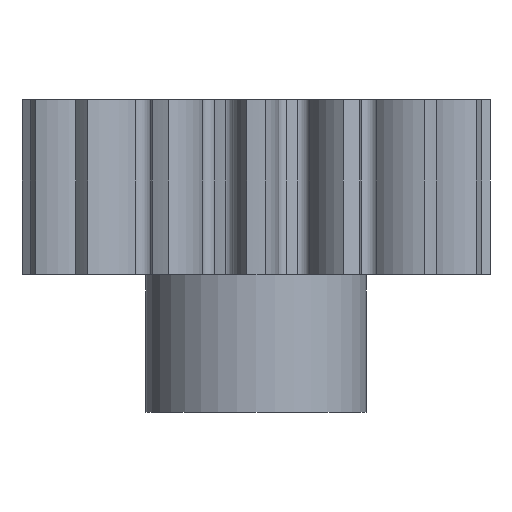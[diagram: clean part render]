
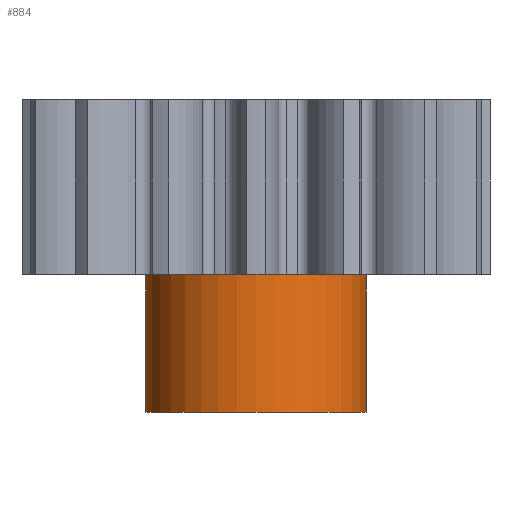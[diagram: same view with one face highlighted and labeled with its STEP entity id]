
A CAD part, front view. The second image highlights one B-rep face of the part: STEP entity #884.
In plain terms, the highlighted cylindrical face has radius 12 mm (diameter 24 mm), a partial arc.
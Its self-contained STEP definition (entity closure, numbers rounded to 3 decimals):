
#801 = EDGE_CURVE ( 'NONE', #809, #810, #2782, .T. ) ;
#808 = EDGE_CURVE ( 'NONE', #816, #819, #2818, .T. ) ;
#809 = VERTEX_POINT ( 'NONE', #2820 ) ;
#810 = VERTEX_POINT ( 'NONE', #2819 ) ;
#816 = VERTEX_POINT ( 'NONE', #2821 ) ;
#819 = VERTEX_POINT ( 'NONE', #2797 ) ;
#826 = ORIENTED_EDGE ( 'NONE', *, *, #808, .F. ) ;
#828 = EDGE_LOOP ( 'NONE', ( #826, #915, #887, #904 ) ) ;
#884 = ADVANCED_FACE ( 'NONE', ( #2872 ), #2874, .T. ) ;
#885 = EDGE_CURVE ( 'NONE', #816, #809, #2887, .T. ) ;
#886 = EDGE_CURVE ( 'NONE', #810, #819, #2866, .T. ) ;
#887 = ORIENTED_EDGE ( 'NONE', *, *, #801, .T. ) ;
#904 = ORIENTED_EDGE ( 'NONE', *, *, #886, .T. ) ;
#915 = ORIENTED_EDGE ( 'NONE', *, *, #885, .T. ) ;
#2775 = DIRECTION ( 'NONE',  ( 0., 0., 1. ) ) ;
#2776 = VECTOR ( 'NONE', #2775, 1000. ) ;
#2781 = CARTESIAN_POINT ( 'NONE',  ( 12., 0., -15. ) ) ;
#2782 = LINE ( 'NONE', #2781, #2776 ) ;
#2797 = CARTESIAN_POINT ( 'NONE',  ( -12., 0., 5.5 ) ) ;
#2815 = DIRECTION ( 'NONE',  ( 0., 0., 1. ) ) ;
#2816 = VECTOR ( 'NONE', #2815, 1000. ) ;
#2817 = CARTESIAN_POINT ( 'NONE',  ( -12., 0., -15. ) ) ;
#2818 = LINE ( 'NONE', #2817, #2816 ) ;
#2819 = CARTESIAN_POINT ( 'NONE',  ( 12., 0., 5.5 ) ) ;
#2820 = CARTESIAN_POINT ( 'NONE',  ( 12., 0., -15. ) ) ;
#2821 = CARTESIAN_POINT ( 'NONE',  ( -12., 0., -15. ) ) ;
#2862 = DIRECTION ( 'NONE',  ( 1., 0., 0. ) ) ;
#2863 = DIRECTION ( 'NONE',  ( 0., 0., 1. ) ) ;
#2864 = CARTESIAN_POINT ( 'NONE',  ( 0., 0., -15. ) ) ;
#2865 = AXIS2_PLACEMENT_3D ( 'NONE', #2864, #2863, #2862 ) ;
#2866 = CIRCLE ( 'NONE', #2924, 12. ) ;
#2867 = DIRECTION ( 'NONE',  ( 1., 0., 0. ) ) ;
#2868 = DIRECTION ( 'NONE',  ( 0., 0., 1. ) ) ;
#2872 = FACE_OUTER_BOUND ( 'NONE', #828, .T. ) ;
#2873 = AXIS2_PLACEMENT_3D ( 'NONE', #2875, #2868, #2867 ) ;
#2874 = CYLINDRICAL_SURFACE ( 'NONE', #2873, 12. ) ;
#2875 = CARTESIAN_POINT ( 'NONE',  ( 0., 0., -15. ) ) ;
#2887 = CIRCLE ( 'NONE', #2865, 12. ) ;
#2921 = DIRECTION ( 'NONE',  ( -1., 0., 0. ) ) ;
#2922 = DIRECTION ( 'NONE',  ( 0., 0., -1. ) ) ;
#2923 = CARTESIAN_POINT ( 'NONE',  ( 0., 0., 5.5 ) ) ;
#2924 = AXIS2_PLACEMENT_3D ( 'NONE', #2923, #2922, #2921 ) ;
